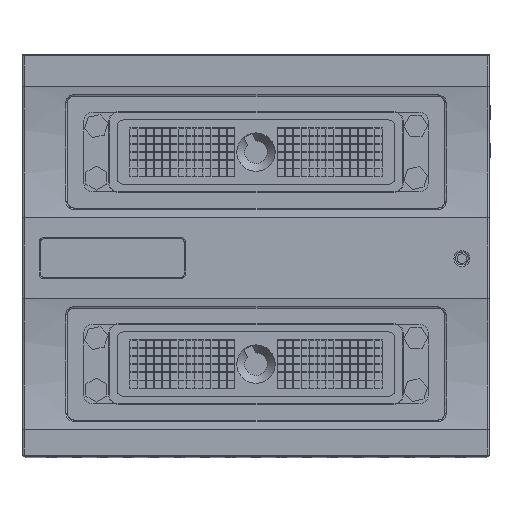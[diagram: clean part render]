
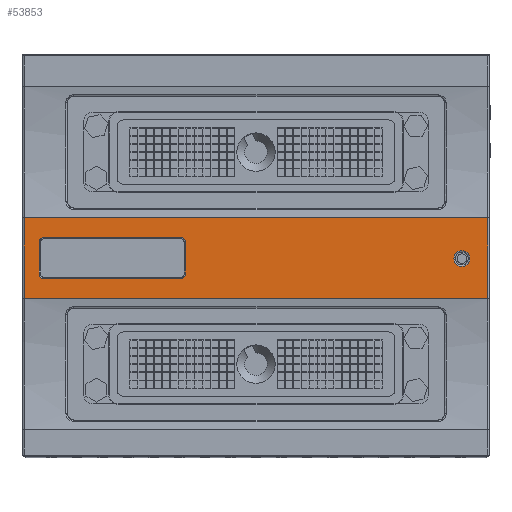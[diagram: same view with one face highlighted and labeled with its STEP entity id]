
A CAD part, top view. The second image highlights one B-rep face of the part: STEP entity #53853.
In plain terms, the highlighted planar face has unit normal (0, 0, 1).
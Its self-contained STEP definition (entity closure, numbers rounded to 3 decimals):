
#53687=CARTESIAN_POINT('',(11.05,63.97,23.));
#53688=VERTEX_POINT('',#53687);
#53689=CARTESIAN_POINT('',(8.55,63.97,23.));
#53690=DIRECTION('',(0.0,0.0,1.0));
#53691=DIRECTION('',(-1.0,0.0,0.0));
#53692=AXIS2_PLACEMENT_3D('',#53689,#53690,#53691);
#53693=CIRCLE('',#53692,2.5);
#53694=EDGE_CURVE('',#53688,#53688,#53693,.T.);
#53732=CARTESIAN_POINT('',(73.,63.,23.));
#53733=DIRECTION('',(0.0,0.0,1.0));
#53734=DIRECTION('',(1.0,0.0,0.0));
#53735=AXIS2_PLACEMENT_3D('',#53732,#53733,#53734);
#53736=PLANE('',#53735);
#53737=CARTESIAN_POINT('',(0.5,76.473,23.));
#53738=VERTEX_POINT('',#53737);
#53739=CARTESIAN_POINT('',(145.5,76.473,23.));
#53740=VERTEX_POINT('',#53739);
#53741=CARTESIAN_POINT('',(0.5,76.473,23.));
#53742=DIRECTION('',(1.0,0.0,0.0));
#53743=VECTOR('',#53742,145.);
#53744=LINE('',#53741,#53743);
#53745=EDGE_CURVE('',#53738,#53740,#53744,.T.);
#53746=ORIENTED_EDGE('',*,*,#53745,.F.);
#53747=CARTESIAN_POINT('',(0.5,51.207,23.));
#53748=VERTEX_POINT('',#53747);
#53749=CARTESIAN_POINT('',(0.5,51.207,23.));
#53750=DIRECTION('',(0.0,1.0,0.0));
#53751=VECTOR('',#53750,25.266);
#53752=LINE('',#53749,#53751);
#53753=EDGE_CURVE('',#53748,#53738,#53752,.T.);
#53754=ORIENTED_EDGE('',*,*,#53753,.F.);
#53755=CARTESIAN_POINT('',(145.5,51.207,23.));
#53756=VERTEX_POINT('',#53755);
#53757=CARTESIAN_POINT('',(145.5,51.207,23.));
#53758=DIRECTION('',(-1.0,0.0,0.0));
#53759=VECTOR('',#53758,145.);
#53760=LINE('',#53757,#53759);
#53761=EDGE_CURVE('',#53756,#53748,#53760,.T.);
#53762=ORIENTED_EDGE('',*,*,#53761,.F.);
#53763=CARTESIAN_POINT('',(145.5,76.473,23.));
#53764=DIRECTION('',(0.0,-1.0,0.0));
#53765=VECTOR('',#53764,25.266);
#53766=LINE('',#53763,#53765);
#53767=EDGE_CURVE('',#53740,#53756,#53766,.T.);
#53768=ORIENTED_EDGE('',*,*,#53767,.F.);
#53769=EDGE_LOOP('',(#53746,#53754,#53762,#53768));
#53770=FACE_OUTER_BOUND('',#53769,.T.);
#53771=CARTESIAN_POINT('',(140.9,68.84,23.));
#53772=VERTEX_POINT('',#53771);
#53773=CARTESIAN_POINT('',(140.49,69.83,23.));
#53774=VERTEX_POINT('',#53773);
#53775=CARTESIAN_POINT('',(139.5,68.84,23.));
#53776=DIRECTION('',(0.0,0.0,1.0));
#53777=DIRECTION('',(-0.707,-0.707,0.0));
#53778=AXIS2_PLACEMENT_3D('',#53775,#53776,#53777);
#53779=CIRCLE('',#53778,1.4);
#53780=EDGE_CURVE('',#53772,#53774,#53779,.T.);
#53781=ORIENTED_EDGE('',*,*,#53780,.F.);
#53782=CARTESIAN_POINT('',(140.9,58.84,23.));
#53783=VERTEX_POINT('',#53782);
#53784=CARTESIAN_POINT('',(140.9,58.84,23.));
#53785=DIRECTION('',(0.0,1.0,0.0));
#53786=VECTOR('',#53785,10.);
#53787=LINE('',#53784,#53786);
#53788=EDGE_CURVE('',#53783,#53772,#53787,.T.);
#53789=ORIENTED_EDGE('',*,*,#53788,.F.);
#53790=CARTESIAN_POINT('',(139.5,57.44,23.));
#53791=VERTEX_POINT('',#53790);
#53792=CARTESIAN_POINT('',(139.5,58.84,23.));
#53793=DIRECTION('',(0.0,0.0,1.0));
#53794=DIRECTION('',(-1.0,0.0,0.0));
#53795=AXIS2_PLACEMENT_3D('',#53792,#53793,#53794);
#53796=CIRCLE('',#53795,1.4);
#53797=EDGE_CURVE('',#53791,#53783,#53796,.T.);
#53798=ORIENTED_EDGE('',*,*,#53797,.F.);
#53799=CARTESIAN_POINT('',(96.5,57.44,23.));
#53800=VERTEX_POINT('',#53799);
#53801=CARTESIAN_POINT('',(96.5,57.44,23.));
#53802=DIRECTION('',(1.0,0.0,0.0));
#53803=VECTOR('',#53802,43.0);
#53804=LINE('',#53801,#53803);
#53805=EDGE_CURVE('',#53800,#53791,#53804,.T.);
#53806=ORIENTED_EDGE('',*,*,#53805,.F.);
#53807=CARTESIAN_POINT('',(95.1,58.84,23.));
#53808=VERTEX_POINT('',#53807);
#53809=CARTESIAN_POINT('',(96.5,58.84,23.));
#53810=DIRECTION('',(0.0,0.0,1.0));
#53811=DIRECTION('',(1.0,0.0,0.0));
#53812=AXIS2_PLACEMENT_3D('',#53809,#53810,#53811);
#53813=CIRCLE('',#53812,1.4);
#53814=EDGE_CURVE('',#53808,#53800,#53813,.T.);
#53815=ORIENTED_EDGE('',*,*,#53814,.F.);
#53816=CARTESIAN_POINT('',(95.1,68.84,23.));
#53817=VERTEX_POINT('',#53816);
#53818=CARTESIAN_POINT('',(95.1,68.84,23.));
#53819=DIRECTION('',(0.0,-1.0,0.0));
#53820=VECTOR('',#53819,10.);
#53821=LINE('',#53818,#53820);
#53822=EDGE_CURVE('',#53817,#53808,#53821,.T.);
#53823=ORIENTED_EDGE('',*,*,#53822,.F.);
#53824=CARTESIAN_POINT('',(96.5,70.24,23.));
#53825=VERTEX_POINT('',#53824);
#53826=CARTESIAN_POINT('',(96.5,68.84,23.));
#53827=DIRECTION('',(0.0,0.0,1.0));
#53828=DIRECTION('',(0.0,-1.0,0.0));
#53829=AXIS2_PLACEMENT_3D('',#53826,#53827,#53828);
#53830=CIRCLE('',#53829,1.4);
#53831=EDGE_CURVE('',#53825,#53817,#53830,.T.);
#53832=ORIENTED_EDGE('',*,*,#53831,.F.);
#53833=CARTESIAN_POINT('',(139.5,70.24,23.));
#53834=VERTEX_POINT('',#53833);
#53835=CARTESIAN_POINT('',(139.5,70.24,23.));
#53836=DIRECTION('',(-1.0,0.0,0.0));
#53837=VECTOR('',#53836,43.0);
#53838=LINE('',#53835,#53837);
#53839=EDGE_CURVE('',#53834,#53825,#53838,.T.);
#53840=ORIENTED_EDGE('',*,*,#53839,.F.);
#53841=CARTESIAN_POINT('',(139.5,68.84,23.));
#53842=DIRECTION('',(0.0,0.0,1.0));
#53843=DIRECTION('',(-0.707,-0.707,0.0));
#53844=AXIS2_PLACEMENT_3D('',#53841,#53842,#53843);
#53845=CIRCLE('',#53844,1.4);
#53846=EDGE_CURVE('',#53774,#53834,#53845,.T.);
#53847=ORIENTED_EDGE('',*,*,#53846,.F.);
#53848=EDGE_LOOP('',(#53781,#53789,#53798,#53806,#53815,#53823,#53832,#53840,#53847));
#53849=FACE_BOUND('',#53848,.T.);
#53850=ORIENTED_EDGE('',*,*,#53694,.F.);
#53851=EDGE_LOOP('',(#53850));
#53852=FACE_BOUND('',#53851,.T.);
#53853=ADVANCED_FACE('',(#53770,#53849,#53852),#53736,.T.);
